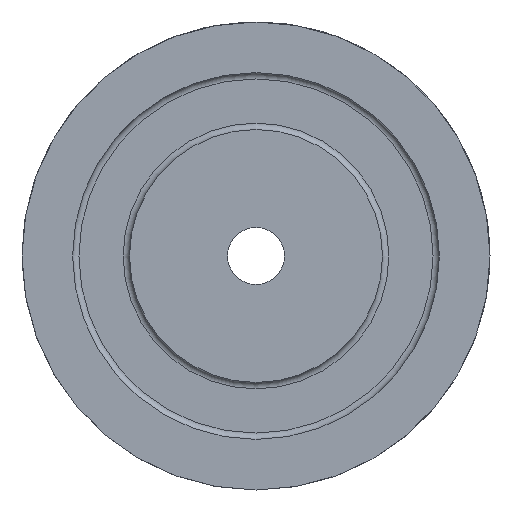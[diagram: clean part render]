
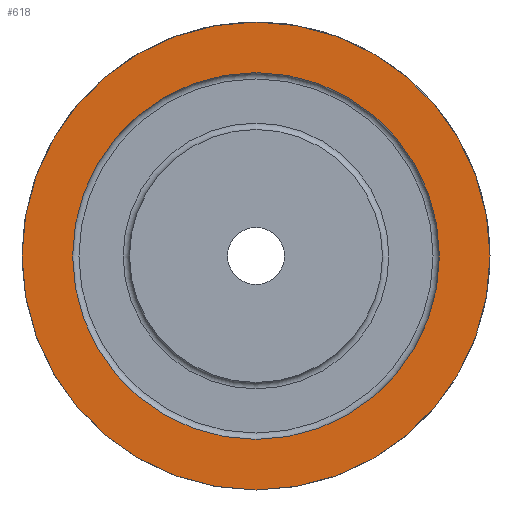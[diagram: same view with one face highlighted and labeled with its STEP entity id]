
A CAD part, left-side view. The second image highlights one B-rep face of the part: STEP entity #618.
In plain terms, the highlighted planar face has unit normal (-1, 0, 0).
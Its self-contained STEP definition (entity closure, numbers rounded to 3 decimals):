
#618 = ADVANCED_FACE( '', ( #1312, #1313 ), #1314, .F. );
#1312 = FACE_OUTER_BOUND( '', #2071, .T. );
#1313 = FACE_BOUND( '', #2072, .T. );
#1314 = PLANE( '', #2073 );
#2071 = EDGE_LOOP( '', ( #3727 ) );
#2072 = EDGE_LOOP( '', ( #3728 ) );
#2073 = AXIS2_PLACEMENT_3D( '', #3729, #3730, #3731 );
#3727 = ORIENTED_EDGE( '', *, *, #4819, .F. );
#3728 = ORIENTED_EDGE( '', *, *, #4728, .T. );
#3729 = CARTESIAN_POINT( '', ( 0., 0., 0. ) );
#3730 = DIRECTION( '', ( 1., 0., 0. ) );
#3731 = DIRECTION( '', ( 0., 0., -1. ) );
#4728 = EDGE_CURVE( '', #5676, #5676, #5677, .T. );
#4819 = EDGE_CURVE( '', #5771, #5771, #5772, .T. );
#5676 = VERTEX_POINT( '', #6717 );
#5677 = CIRCLE( '', #6718, 58. );
#5771 = VERTEX_POINT( '', #6828 );
#5772 = CIRCLE( '', #6829, 74. );
#6717 = CARTESIAN_POINT( '', ( 0., 0., -58. ) );
#6718 = AXIS2_PLACEMENT_3D( '', #7969, #7970, #7971 );
#6828 = CARTESIAN_POINT( '', ( 0., 0., -74. ) );
#6829 = AXIS2_PLACEMENT_3D( '', #8066, #8067, #8068 );
#7969 = CARTESIAN_POINT( '', ( 0., 0., 0. ) );
#7970 = DIRECTION( '', ( 1., 0., 0. ) );
#7971 = DIRECTION( '', ( 0., 0., -1. ) );
#8066 = CARTESIAN_POINT( '', ( 0., 0., 0. ) );
#8067 = DIRECTION( '', ( 1., 0., 0. ) );
#8068 = DIRECTION( '', ( 0., 0., -1. ) );
